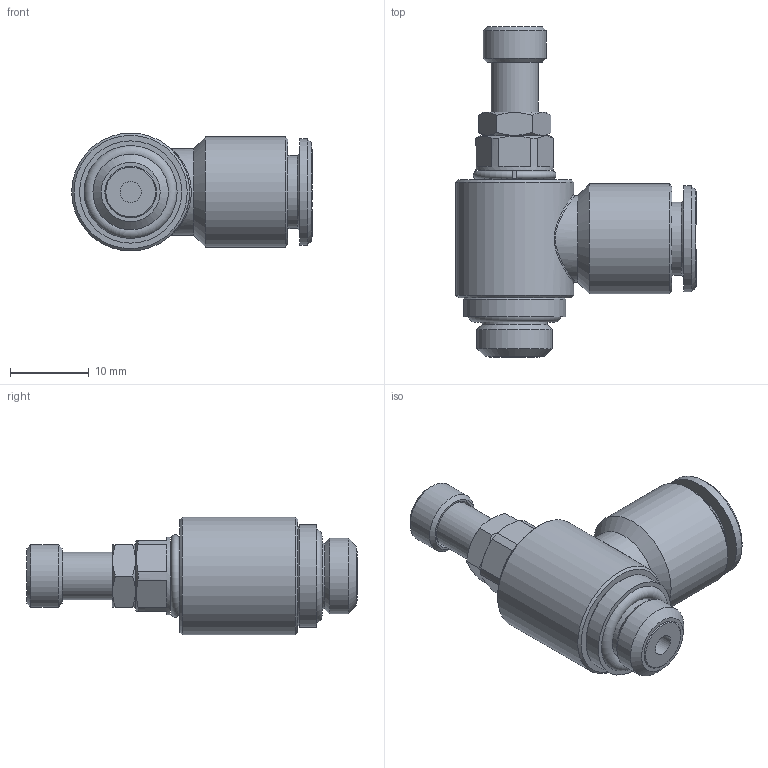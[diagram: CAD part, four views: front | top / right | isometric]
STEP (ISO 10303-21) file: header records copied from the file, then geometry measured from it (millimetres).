
FILE_DESCRIPTION( ( 'STEP AP214' ), '1' );
FILE_NAME( '04260B41.stp', '2021-04-20T07:57:35', ( 'License CC BY-ND 4.0' ), ( 'CADENAS' ), ' ', 'PARTsolutions', ' ' );
FILE_SCHEMA( ( 'AUTOMOTIVE_DESIGN { 1 0 10303 214 1 1 1 1 }' ) );
Length unit declared in the file: millimetre
Products named in the file (3): 04260B41; 008-A006-1-solid1; NONE
Assembly tree (2 placements, depth 2):
  04260B41
    008-A006-1-solid1
    NONE
Bounding box: 30.6 x 42 x 15 mm (x, y, z)
Volume: 5581.2 mm3; surface area: 3365.7 mm2
Topology: 2 solids, 4 shells, 238 faces, 583 edges, 388 vertices
Faces by surface type: plane 130, bspline 70, cylinder 19, cone 17, torus 2
Full cylindrical faces by diameter (mm): 2.7 x1, 6 x1, 8 x1, 8.15 x1, 8.3 x1, 8.75 x1, 9.3 x1, 9.6 x1, 9.85 x2, 11 x1, 13 x1, 13.5 x1, 14 x1, 15 x1
Entity records: 12888 total; most frequent: CARTESIAN_POINT 5976, ORIENTED_EDGE 1084, DIRECTION 773, EDGE_CURVE 542, VERTEX_POINT 381, EDGE_LOOP 307, LINE 307, VECTOR 307
